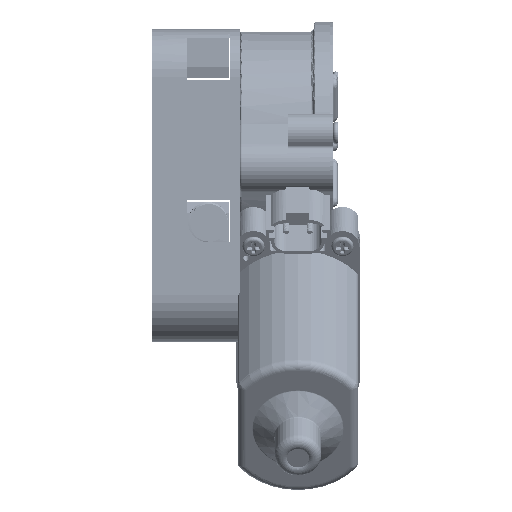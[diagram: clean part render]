
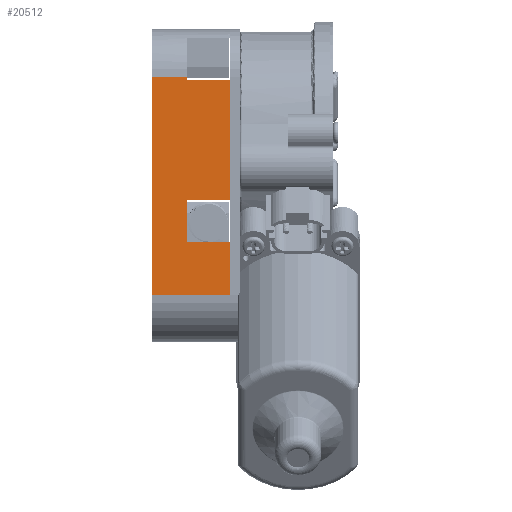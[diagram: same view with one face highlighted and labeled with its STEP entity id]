
A CAD part, left-side view. The second image highlights one B-rep face of the part: STEP entity #20512.
In plain terms, the highlighted planar face has unit normal (-1, 0, 0).
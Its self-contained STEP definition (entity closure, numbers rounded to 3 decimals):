
#573 = CARTESIAN_POINT ( 'NONE',  ( 0., 0., 0. ) ) ;
#685 = DIRECTION ( 'NONE',  ( 0., 0., 1. ) ) ;
#1944 = ORIENTED_EDGE ( 'NONE', *, *, #24749, .F. ) ;
#2340 = ORIENTED_EDGE ( 'NONE', *, *, #30098, .T. ) ;
#4298 = CARTESIAN_POINT ( 'NONE',  ( 0., 13.5, -67. ) ) ;
#5203 = EDGE_CURVE ( 'NONE', #16184, #71340, #69858, .T. ) ;
#5578 = CARTESIAN_POINT ( 'NONE',  ( 0., 24.5, -15. ) ) ;
#5954 = VECTOR ( 'NONE', #98495, 1000. ) ;
#6346 = CARTESIAN_POINT ( 'NONE',  ( 0., 0., -16.053 ) ) ;
#9267 = CARTESIAN_POINT ( 'NONE',  ( 0., 24.5, 0. ) ) ;
#9303 = VECTOR ( 'NONE', #99674, 1000. ) ;
#9677 = EDGE_CURVE ( 'NONE', #13653, #81984, #53536, .T. ) ;
#13653 = VERTEX_POINT ( 'NONE', #84573 ) ;
#13674 = LINE ( 'NONE', #5578, #20555 ) ;
#14513 = LINE ( 'NONE', #31630, #66509 ) ;
#16184 = VERTEX_POINT ( 'NONE', #64384 ) ;
#18939 = VECTOR ( 'NONE', #60578, 1000. ) ;
#19169 = VERTEX_POINT ( 'NONE', #63862 ) ;
#20512 = ADVANCED_FACE ( 'NONE', ( #95185 ), #73430, .F. ) ;
#20555 = VECTOR ( 'NONE', #36385, 1000. ) ;
#22005 = AXIS2_PLACEMENT_3D ( 'NONE', #72931, #48661, #25903 ) ;
#23061 = VECTOR ( 'NONE', #38385, 1000. ) ;
#23161 = CARTESIAN_POINT ( 'NONE',  ( 0., 13.5, -53.803 ) ) ;
#24201 = LINE ( 'NONE', #39364, #23061 ) ;
#24487 = ORIENTED_EDGE ( 'NONE', *, *, #89644, .T. ) ;
#24749 = EDGE_CURVE ( 'NONE', #96917, #41816, #30805, .T. ) ;
#24816 = EDGE_CURVE ( 'NONE', #96917, #19169, #13674, .T. ) ;
#24991 = LINE ( 'NONE', #79075, #74031 ) ;
#25903 = DIRECTION ( 'NONE',  ( 0., 0., -1. ) ) ;
#26119 = CARTESIAN_POINT ( 'NONE',  ( 0., 13.5, -15. ) ) ;
#27236 = LINE ( 'NONE', #81331, #5954 ) ;
#29720 = CARTESIAN_POINT ( 'NONE',  ( 0., 0., 0. ) ) ;
#30098 = EDGE_CURVE ( 'NONE', #59704, #16184, #27236, .T. ) ;
#30805 = LINE ( 'NONE', #75337, #60915 ) ;
#31630 = CARTESIAN_POINT ( 'NONE',  ( 0., 13.5, -67. ) ) ;
#34551 = DIRECTION ( 'NONE',  ( 0., -1., 0. ) ) ;
#36385 = DIRECTION ( 'NONE',  ( 0., 1., 0. ) ) ;
#38102 = LINE ( 'NONE', #9267, #91208 ) ;
#38385 = DIRECTION ( 'NONE',  ( 0., -1., 0. ) ) ;
#39214 = DIRECTION ( 'NONE',  ( 0., -1., 0. ) ) ;
#39364 = CARTESIAN_POINT ( 'NONE',  ( 0., 13.5, -16.053 ) ) ;
#41816 = VERTEX_POINT ( 'NONE', #61664 ) ;
#42880 = VERTEX_POINT ( 'NONE', #6346 ) ;
#48661 = DIRECTION ( 'NONE',  ( 1., 0., 0. ) ) ;
#53536 = LINE ( 'NONE', #23161, #79229 ) ;
#54029 = DIRECTION ( 'NONE',  ( 0., 0., -1. ) ) ;
#55631 = ORIENTED_EDGE ( 'NONE', *, *, #9677, .F. ) ;
#58743 = EDGE_CURVE ( 'NONE', #81984, #71340, #14513, .T. ) ;
#59096 = ORIENTED_EDGE ( 'NONE', *, *, #58743, .F. ) ;
#59480 = CARTESIAN_POINT ( 'NONE',  ( 0., 0., -53.803 ) ) ;
#59704 = VERTEX_POINT ( 'NONE', #99055 ) ;
#60578 = DIRECTION ( 'NONE',  ( 0., 0., 1. ) ) ;
#60915 = VECTOR ( 'NONE', #82418, 1000. ) ;
#61664 = CARTESIAN_POINT ( 'NONE',  ( 0., 13.5, -16.053 ) ) ;
#62217 = CARTESIAN_POINT ( 'NONE',  ( 0., 0., -67. ) ) ;
#62923 = EDGE_CURVE ( 'NONE', #41816, #42880, #24201, .T. ) ;
#63476 = ORIENTED_EDGE ( 'NONE', *, *, #5203, .T. ) ;
#63862 = CARTESIAN_POINT ( 'NONE',  ( 0., 24.5, -15. ) ) ;
#64384 = CARTESIAN_POINT ( 'NONE',  ( 0., 0., -83.5 ) ) ;
#66509 = VECTOR ( 'NONE', #39214, 1000. ) ;
#67248 = VERTEX_POINT ( 'NONE', #59480 ) ;
#69858 = LINE ( 'NONE', #573, #9303 ) ;
#71340 = VERTEX_POINT ( 'NONE', #62217 ) ;
#72268 = ORIENTED_EDGE ( 'NONE', *, *, #83518, .F. ) ;
#72931 = CARTESIAN_POINT ( 'NONE',  ( 0., 24.5, 0. ) ) ;
#73430 = PLANE ( 'NONE',  #22005 ) ;
#74031 = VECTOR ( 'NONE', #34551, 1000. ) ;
#75337 = CARTESIAN_POINT ( 'NONE',  ( 0., 13.5, -16.053 ) ) ;
#76891 = ORIENTED_EDGE ( 'NONE', *, *, #91782, .T. ) ;
#79075 = CARTESIAN_POINT ( 'NONE',  ( 0., 13.5, -53.803 ) ) ;
#79229 = VECTOR ( 'NONE', #54029, 1000. ) ;
#79837 = ORIENTED_EDGE ( 'NONE', *, *, #62923, .F. ) ;
#81331 = CARTESIAN_POINT ( 'NONE',  ( 0., 24.5, -83.5 ) ) ;
#81984 = VERTEX_POINT ( 'NONE', #4298 ) ;
#82418 = DIRECTION ( 'NONE',  ( 0., 0., -1. ) ) ;
#83518 = EDGE_CURVE ( 'NONE', #59704, #19169, #38102, .T. ) ;
#84573 = CARTESIAN_POINT ( 'NONE',  ( 0., 13.5, -53.803 ) ) ;
#86945 = ORIENTED_EDGE ( 'NONE', *, *, #24816, .T. ) ;
#89644 = EDGE_CURVE ( 'NONE', #67248, #42880, #98982, .T. ) ;
#91208 = VECTOR ( 'NONE', #685, 1000. ) ;
#91736 = EDGE_LOOP ( 'NONE', ( #72268, #2340, #63476, #59096, #55631, #76891, #24487, #79837, #1944, #86945 ) ) ;
#91782 = EDGE_CURVE ( 'NONE', #13653, #67248, #24991, .T. ) ;
#95185 = FACE_OUTER_BOUND ( 'NONE', #91736, .T. ) ;
#96917 = VERTEX_POINT ( 'NONE', #26119 ) ;
#98495 = DIRECTION ( 'NONE',  ( 0., -1., 0. ) ) ;
#98982 = LINE ( 'NONE', #29720, #18939 ) ;
#99055 = CARTESIAN_POINT ( 'NONE',  ( 0., 24.5, -83.5 ) ) ;
#99674 = DIRECTION ( 'NONE',  ( 0., 0., 1. ) ) ;
